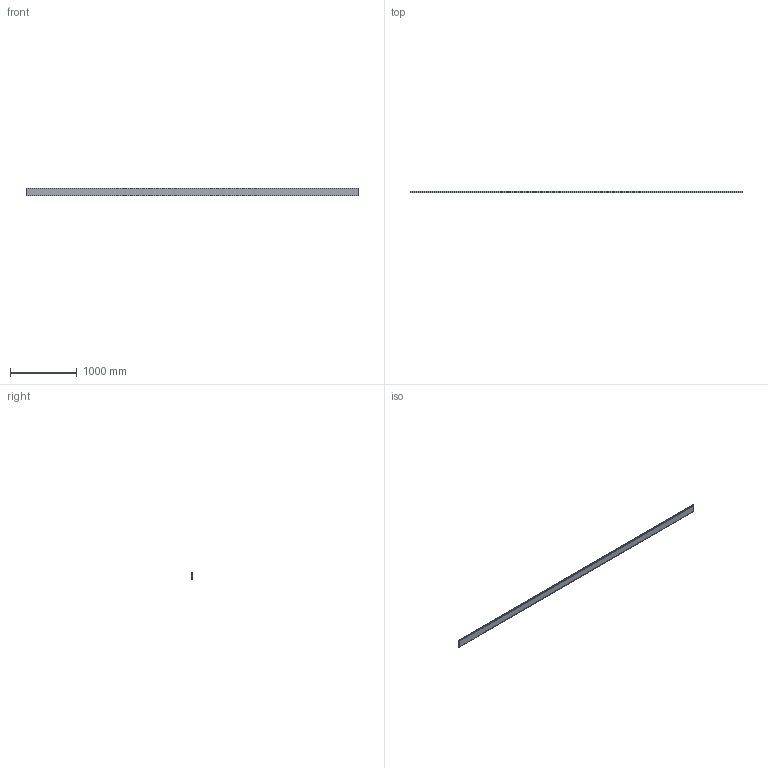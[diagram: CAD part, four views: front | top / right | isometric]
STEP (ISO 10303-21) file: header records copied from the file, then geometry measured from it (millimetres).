
FILE_DESCRIPTION(('STEP AP214'),'1');
FILE_NAME('cctmp_6020613F-6F62-4192-95C0-BA0FA081069C_2023_02_14_08_31_44_0093_14188..stp','2023-02-14T07:31:44',('Bosch Rexroth AG'),('CADClick - www.CADClick.com'),'Spatial InterOp 3D',' ','unknown authorization - (Healing Option Enabled)');
FILE_SCHEMA(('AUTOMOTIVE_DESIGN'));
Length unit declared in the file: millimetre
Products named in the file (1): 2023_02_14_08_31_44_0093
Bounding box: 4968 x 21 x 117 mm (x, y, z)
Volume: 10516411.7 mm3; surface area: 1528597.6 mm2
Topology: 1 solids, 1 shells, 16 faces, 42 edges, 28 vertices
Faces by surface type: plane 16
Entity records: 638 total; most frequent: CARTESIAN_POINT 87, ORIENTED_EDGE 84, DIRECTION 76, EDGE_CURVE 42, LINE 42, VECTOR 42, VERTEX_POINT 28, STYLED_ITEM 17
